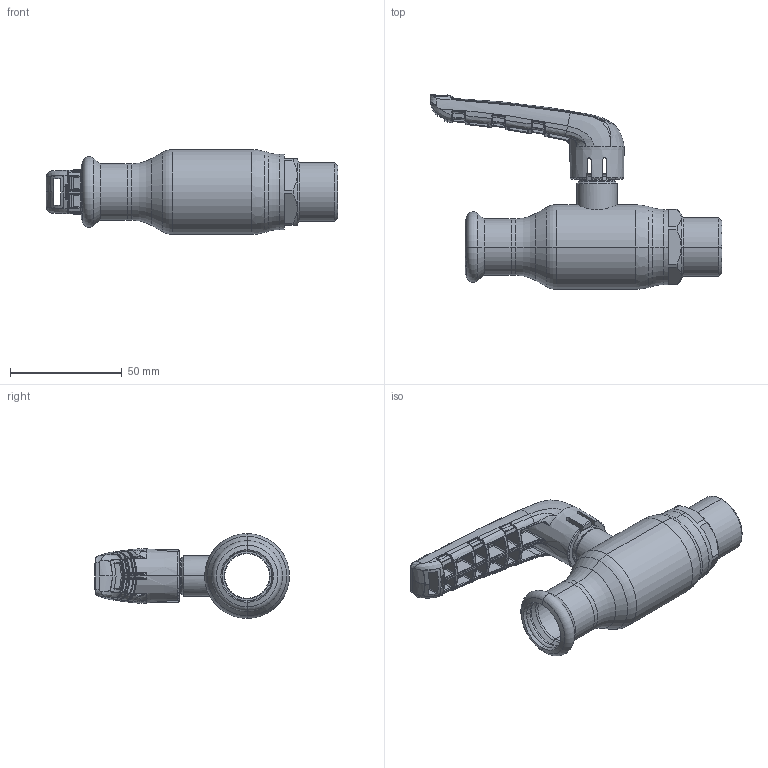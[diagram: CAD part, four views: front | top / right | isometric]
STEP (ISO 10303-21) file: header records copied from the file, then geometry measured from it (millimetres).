
FILE_DESCRIPTION (( 'STEP AP214' ), '1' );
FILE_NAME ('1020001200-xxxx.step', '2019-05-07T11:40:02', ( '' ), ( '' ), 'SwSTEP 2.0', 'SolidWorks 2017', '' );
FILE_SCHEMA (( 'AUTOMOTIVE_DESIGN' ));
Length unit declared in the file: millimetre
Products named in the file (1): 1020001200-xxxx
Bounding box: 130.78 x 87.38 x 38 mm (x, y, z)
Surface area: 27192 mm2 (no closed solid volume)
Topology: 0 solids, 9 shells, 801 faces, 2418 edges, 1518 vertices
Faces by surface type: bspline 648, plane 61, cylinder 36, cone 31, torus 23, sphere 2
Entity records: 67098 total; most frequent: CARTESIAN_POINT 42648, ORIENTED_EDGE 4102, EDGE_CURVE 2380, B_SPLINE_CURVE_WITH_KNOTS 1649, DIRECTION 1583, VERTEX_POINT 1514, EDGE_LOOP 824, UNCERTAINTY_MEASURE_WITH_UNIT 803
